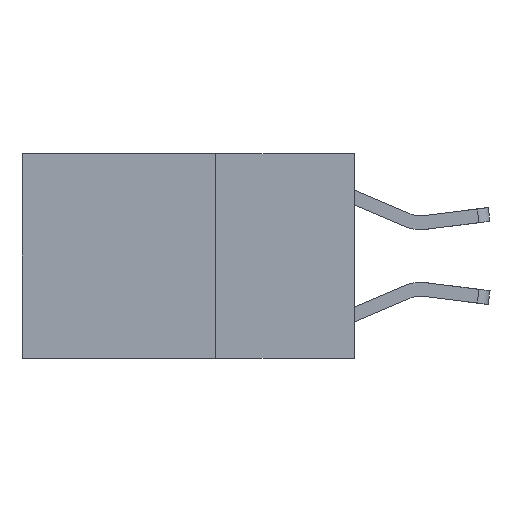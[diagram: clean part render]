
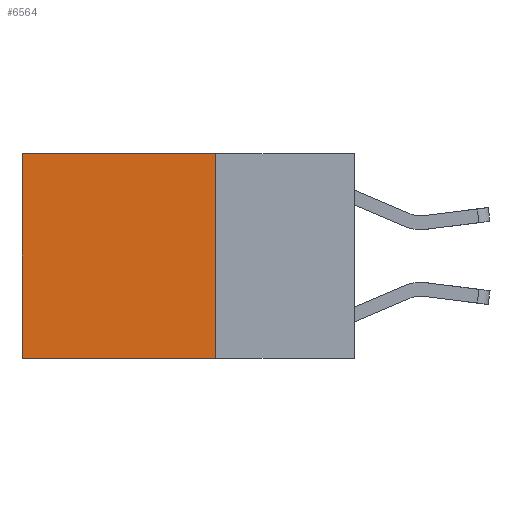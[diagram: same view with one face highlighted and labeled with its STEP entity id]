
A CAD part, left-side view. The second image highlights one B-rep face of the part: STEP entity #6564.
In plain terms, the highlighted planar face has unit normal (-1, 0, 0).
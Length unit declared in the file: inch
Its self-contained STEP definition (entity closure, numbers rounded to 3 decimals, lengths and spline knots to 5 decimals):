
#376 = CARTESIAN_POINT ( 'NONE',  ( 0.2625, 0.25, -0.37 ) ) ;
#667 = AXIS2_PLACEMENT_3D ( 'NONE', #8080, #3980, #8759 ) ;
#956 = VECTOR ( 'NONE', #6065, 39.37008 ) ;
#1403 = CARTESIAN_POINT ( 'NONE',  ( 0.2625, 0.6, 0. ) ) ;
#1495 = LINE ( 'NONE', #376, #2658 ) ;
#1673 = EDGE_LOOP ( 'NONE', ( #6619, #7441, #6778, #8760 ) ) ;
#1917 = DIRECTION ( 'NONE',  ( 0., 1., 0. ) ) ;
#2061 = CARTESIAN_POINT ( 'NONE',  ( 0.2625, 0.25, -0.37 ) ) ;
#2167 = VERTEX_POINT ( 'NONE', #2429 ) ;
#2218 = VERTEX_POINT ( 'NONE', #1403 ) ;
#2429 = CARTESIAN_POINT ( 'NONE',  ( 0.2625, 0.6, -0.37 ) ) ;
#2610 = PLANE ( 'NONE',  #667 ) ;
#2658 = VECTOR ( 'NONE', #5178, 39.37008 ) ;
#3029 = VERTEX_POINT ( 'NONE', #7004 ) ;
#3135 = EDGE_CURVE ( 'NONE', #3029, #5391, #8030, .T. ) ;
#3570 = VECTOR ( 'NONE', #4601, 39.37008 ) ;
#3778 = LINE ( 'NONE', #7353, #3570 ) ;
#3980 = DIRECTION ( 'NONE',  ( 1., 0., 0. ) ) ;
#4601 = DIRECTION ( 'NONE',  ( 0., 0., -1. ) ) ;
#4633 = EDGE_CURVE ( 'NONE', #3029, #2218, #7148, .T. ) ;
#5156 = EDGE_CURVE ( 'NONE', #5391, #2167, #1495, .T. ) ;
#5178 = DIRECTION ( 'NONE',  ( 0., 1., 0. ) ) ;
#5276 = VECTOR ( 'NONE', #1917, 39.37008 ) ;
#5391 = VERTEX_POINT ( 'NONE', #2061 ) ;
#6065 = DIRECTION ( 'NONE',  ( 0., 0., -1. ) ) ;
#6226 = CARTESIAN_POINT ( 'NONE',  ( 0.2625, 0.25, 0. ) ) ;
#6564 = ADVANCED_FACE ( 'NONE', ( #7113 ), #2610, .F. ) ;
#6619 = ORIENTED_EDGE ( 'NONE', *, *, #7657, .T. ) ;
#6778 = ORIENTED_EDGE ( 'NONE', *, *, #3135, .F. ) ;
#7004 = CARTESIAN_POINT ( 'NONE',  ( 0.2625, 0.25, 0. ) ) ;
#7113 = FACE_OUTER_BOUND ( 'NONE', #1673, .T. ) ;
#7148 = LINE ( 'NONE', #8050, #5276 ) ;
#7353 = CARTESIAN_POINT ( 'NONE',  ( 0.2625, 0.6, 0. ) ) ;
#7441 = ORIENTED_EDGE ( 'NONE', *, *, #5156, .F. ) ;
#7657 = EDGE_CURVE ( 'NONE', #2218, #2167, #3778, .T. ) ;
#8030 = LINE ( 'NONE', #6226, #956 ) ;
#8050 = CARTESIAN_POINT ( 'NONE',  ( 0.2625, 0.25, 0. ) ) ;
#8080 = CARTESIAN_POINT ( 'NONE',  ( 0.2625, 0.25, 0. ) ) ;
#8759 = DIRECTION ( 'NONE',  ( 0., 0., -1. ) ) ;
#8760 = ORIENTED_EDGE ( 'NONE', *, *, #4633, .T. ) ;
